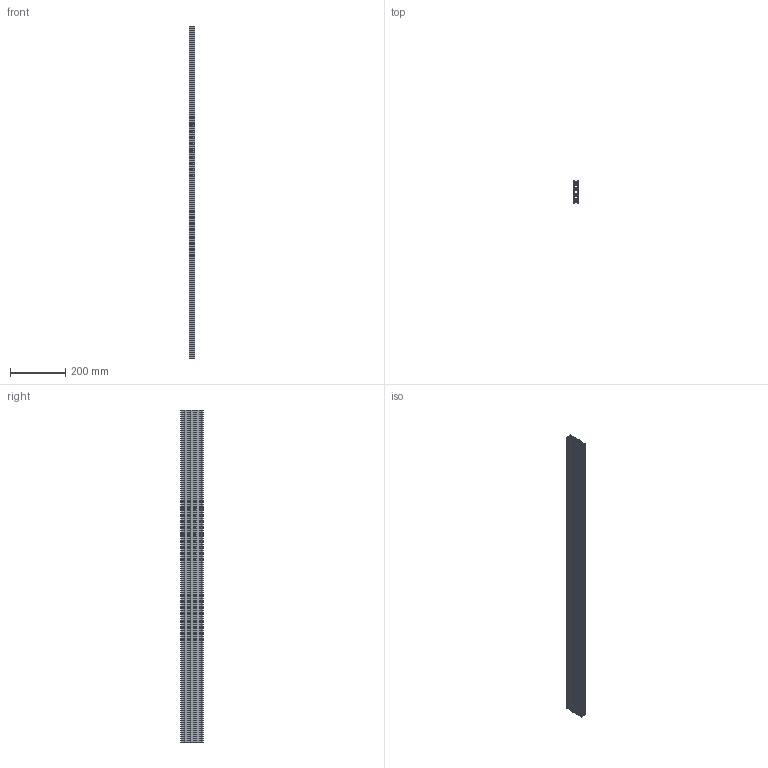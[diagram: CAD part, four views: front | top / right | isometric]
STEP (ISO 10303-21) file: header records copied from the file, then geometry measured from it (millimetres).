
FILE_DESCRIPTION(('HOOPS Exchange Step'),'2;1');
FILE_NAME('V-Slot 20x80x1200.step','2018-08-20T11:14:52+00:00',('SYSTEM'),('Unknown organisation'),'HOOPS Exchange 10.0','HOOPS Exchange','Unknown authorisation');
FILE_SCHEMA( ('AUTOMOTIVE_DESIGN { 1 0 10303 214 1 1 1 1 }') );
Length unit declared in the file: millimetre
Products named in the file (2): Default; V-Slot 20x80x1200
Assembly tree (1 placements, depth 2):
  V-Slot 20x80x1200
    Default
Bounding box: 20 x 80 x 1200 mm (x, y, z)
Volume: 668595 mm3; surface area: 685284.7 mm2
Topology: 1 solids, 1 shells, 200 faces, 598 edges, 400 vertices
Faces by surface type: plane 192, cylinder 8
Full cylindrical faces by diameter (mm): 4.2 x4
Entity records: 6689 total; most frequent: CARTESIAN_POINT 1201, ORIENTED_EDGE 1196, DIRECTION 1024, EDGE_CURVE 598, VECTOR 578, LINE 578, VERTEX_POINT 400, AXIS2_PLACEMENT_3D 223
